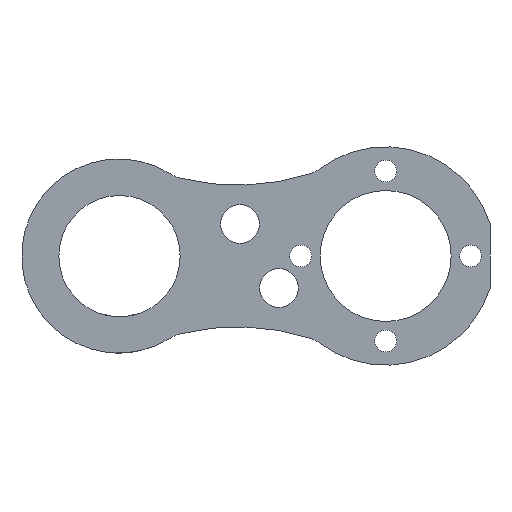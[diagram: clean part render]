
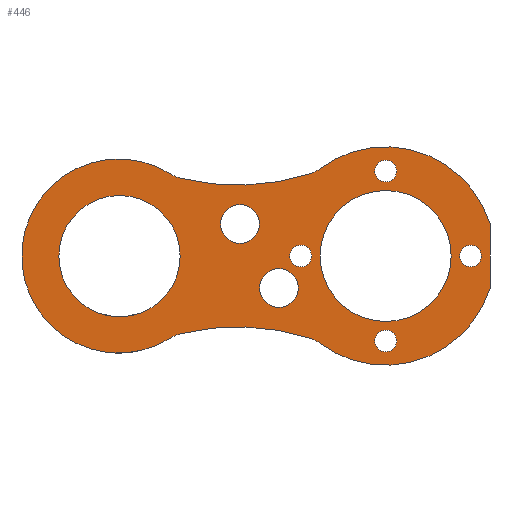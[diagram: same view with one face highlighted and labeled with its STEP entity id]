
A CAD part, front view. The second image highlights one B-rep face of the part: STEP entity #446.
In plain terms, the highlighted planar face has unit normal (0, -1, 0).
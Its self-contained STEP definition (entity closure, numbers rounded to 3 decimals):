
#24=FACE_BOUND('',#81,.T.);
#25=FACE_BOUND('',#82,.T.);
#26=FACE_BOUND('',#83,.T.);
#27=FACE_BOUND('',#84,.T.);
#28=FACE_BOUND('',#85,.T.);
#29=FACE_BOUND('',#86,.T.);
#30=FACE_BOUND('',#87,.T.);
#31=FACE_BOUND('',#88,.T.);
#43=PLANE('',#500);
#55=FACE_OUTER_BOUND('',#80,.T.);
#80=EDGE_LOOP('',(#327,#328,#329,#330,#331,#332,#333,#334,#335,#336));
#81=EDGE_LOOP('',(#337));
#82=EDGE_LOOP('',(#338));
#83=EDGE_LOOP('',(#339));
#84=EDGE_LOOP('',(#340));
#85=EDGE_LOOP('',(#341));
#86=EDGE_LOOP('',(#342));
#87=EDGE_LOOP('',(#343));
#88=EDGE_LOOP('',(#344));
#121=LINE('',#804,#143);
#143=VECTOR('',#587,10.);
#158=CIRCLE('',#487,4.);
#160=CIRCLE('',#490,4.);
#164=CIRCLE('',#498,12.5);
#165=CIRCLE('',#501,22.5);
#166=CIRCLE('',#502,6.);
#167=CIRCLE('',#503,49.279);
#168=CIRCLE('',#504,6.);
#169=CIRCLE('',#505,20.);
#170=CIRCLE('',#506,6.);
#171=CIRCLE('',#507,49.279);
#172=CIRCLE('',#508,6.);
#173=CIRCLE('',#509,22.5);
#174=CIRCLE('',#510,2.25);
#175=CIRCLE('',#511,2.25);
#176=CIRCLE('',#512,2.25);
#177=CIRCLE('',#513,2.25);
#178=CIRCLE('',#514,13.5);
#197=VERTEX_POINT('',#699);
#199=VERTEX_POINT('',#705);
#206=VERTEX_POINT('',#793);
#208=VERTEX_POINT('',#798);
#210=VERTEX_POINT('',#802);
#211=VERTEX_POINT('',#806);
#212=VERTEX_POINT('',#808);
#213=VERTEX_POINT('',#810);
#214=VERTEX_POINT('',#812);
#215=VERTEX_POINT('',#814);
#216=VERTEX_POINT('',#816);
#217=VERTEX_POINT('',#818);
#218=VERTEX_POINT('',#820);
#219=VERTEX_POINT('',#823);
#220=VERTEX_POINT('',#825);
#221=VERTEX_POINT('',#827);
#222=VERTEX_POINT('',#829);
#223=VERTEX_POINT('',#831);
#239=EDGE_CURVE('',#197,#197,#158,.T.);
#242=EDGE_CURVE('',#199,#199,#160,.T.);
#252=EDGE_CURVE('',#206,#206,#164,.T.);
#256=EDGE_CURVE('',#208,#210,#121,.T.);
#257=EDGE_CURVE('',#211,#210,#165,.T.);
#258=EDGE_CURVE('',#212,#211,#166,.T.);
#259=EDGE_CURVE('',#213,#212,#167,.T.);
#260=EDGE_CURVE('',#214,#213,#168,.T.);
#261=EDGE_CURVE('',#215,#214,#169,.T.);
#262=EDGE_CURVE('',#216,#215,#170,.T.);
#263=EDGE_CURVE('',#217,#216,#171,.T.);
#264=EDGE_CURVE('',#218,#217,#172,.T.);
#265=EDGE_CURVE('',#208,#218,#173,.T.);
#266=EDGE_CURVE('',#219,#219,#174,.T.);
#267=EDGE_CURVE('',#220,#220,#175,.T.);
#268=EDGE_CURVE('',#221,#221,#176,.T.);
#269=EDGE_CURVE('',#222,#222,#177,.T.);
#270=EDGE_CURVE('',#223,#223,#178,.T.);
#327=ORIENTED_EDGE('',*,*,#256,.T.);
#328=ORIENTED_EDGE('',*,*,#257,.F.);
#329=ORIENTED_EDGE('',*,*,#258,.F.);
#330=ORIENTED_EDGE('',*,*,#259,.F.);
#331=ORIENTED_EDGE('',*,*,#260,.F.);
#332=ORIENTED_EDGE('',*,*,#261,.F.);
#333=ORIENTED_EDGE('',*,*,#262,.F.);
#334=ORIENTED_EDGE('',*,*,#263,.F.);
#335=ORIENTED_EDGE('',*,*,#264,.F.);
#336=ORIENTED_EDGE('',*,*,#265,.F.);
#337=ORIENTED_EDGE('',*,*,#239,.T.);
#338=ORIENTED_EDGE('',*,*,#242,.T.);
#339=ORIENTED_EDGE('',*,*,#252,.T.);
#340=ORIENTED_EDGE('',*,*,#266,.F.);
#341=ORIENTED_EDGE('',*,*,#267,.F.);
#342=ORIENTED_EDGE('',*,*,#268,.F.);
#343=ORIENTED_EDGE('',*,*,#269,.F.);
#344=ORIENTED_EDGE('',*,*,#270,.F.);
#446=ADVANCED_FACE('',(#55,#24,#25,#26,#27,#28,#29,#30,#31),#43,.F.);
#487=AXIS2_PLACEMENT_3D('',#701,#554,#555);
#490=AXIS2_PLACEMENT_3D('',#707,#561,#562);
#498=AXIS2_PLACEMENT_3D('',#795,#580,#581);
#500=AXIS2_PLACEMENT_3D('',#805,#588,#589);
#501=AXIS2_PLACEMENT_3D('',#807,#590,#591);
#502=AXIS2_PLACEMENT_3D('',#809,#592,#593);
#503=AXIS2_PLACEMENT_3D('',#811,#594,#595);
#504=AXIS2_PLACEMENT_3D('',#813,#596,#597);
#505=AXIS2_PLACEMENT_3D('',#815,#598,#599);
#506=AXIS2_PLACEMENT_3D('',#817,#600,#601);
#507=AXIS2_PLACEMENT_3D('',#819,#602,#603);
#508=AXIS2_PLACEMENT_3D('',#821,#604,#605);
#509=AXIS2_PLACEMENT_3D('',#822,#606,#607);
#510=AXIS2_PLACEMENT_3D('',#824,#608,#609);
#511=AXIS2_PLACEMENT_3D('',#826,#610,#611);
#512=AXIS2_PLACEMENT_3D('',#828,#612,#613);
#513=AXIS2_PLACEMENT_3D('',#830,#614,#615);
#514=AXIS2_PLACEMENT_3D('',#832,#616,#617);
#554=DIRECTION('center_axis',(0.,1.,0.));
#555=DIRECTION('ref_axis',(1.,0.,0.));
#561=DIRECTION('center_axis',(0.,1.,0.));
#562=DIRECTION('ref_axis',(1.,0.,0.));
#580=DIRECTION('center_axis',(0.,1.,0.));
#581=DIRECTION('ref_axis',(1.,0.,0.));
#587=DIRECTION('',(0.,0.,1.));
#588=DIRECTION('center_axis',(0.,1.,0.));
#589=DIRECTION('ref_axis',(0.,0.,1.));
#590=DIRECTION('center_axis',(0.,1.,0.));
#591=DIRECTION('ref_axis',(-0.606,0.,0.796));
#592=DIRECTION('center_axis',(0.,-1.,0.));
#593=DIRECTION('ref_axis',(-0.606,0.,0.796));
#594=DIRECTION('center_axis',(0.,-1.,0.));
#595=DIRECTION('ref_axis',(-0.307,0.,0.952));
#596=DIRECTION('center_axis',(0.,-1.,0.));
#597=DIRECTION('ref_axis',(0.24,0.,0.971));
#598=DIRECTION('center_axis',(0.,1.,0.));
#599=DIRECTION('ref_axis',(0.541,0.,-0.841));
#600=DIRECTION('center_axis',(0.,-1.,0.));
#601=DIRECTION('ref_axis',(0.541,0.,-0.841));
#602=DIRECTION('center_axis',(0.,-1.,0.));
#603=DIRECTION('ref_axis',(0.24,0.,-0.971));
#604=DIRECTION('center_axis',(0.,-1.,0.));
#605=DIRECTION('ref_axis',(-0.307,0.,-0.952));
#606=DIRECTION('center_axis',(0.,1.,0.));
#607=DIRECTION('ref_axis',(-0.606,0.,0.796));
#608=DIRECTION('center_axis',(0.,-1.,0.));
#609=DIRECTION('ref_axis',(1.,0.,0.));
#610=DIRECTION('center_axis',(0.,-1.,0.));
#611=DIRECTION('ref_axis',(1.,0.,0.));
#612=DIRECTION('center_axis',(0.,-1.,0.));
#613=DIRECTION('ref_axis',(1.,0.,0.));
#614=DIRECTION('center_axis',(0.,-1.,0.));
#615=DIRECTION('ref_axis',(1.,0.,0.));
#616=DIRECTION('center_axis',(0.,-1.,0.));
#617=DIRECTION('ref_axis',(1.,0.,0.));
#699=CARTESIAN_POINT('',(-59.,0.,-18.404));
#701=CARTESIAN_POINT('Origin',(-55.,0.,-18.404));
#705=CARTESIAN_POINT('',(-51.,0.,-31.596));
#707=CARTESIAN_POINT('Origin',(-47.,0.,-31.596));
#793=CARTESIAN_POINT('',(-92.336,0.,-25.033));
#795=CARTESIAN_POINT('Origin',(-79.836,0.,-25.033));
#798=CARTESIAN_POINT('',(-3.5,0.,-31.633));
#802=CARTESIAN_POINT('',(-3.5,0.,-18.367));
#804=CARTESIAN_POINT('',(-3.5,0.,-17.913));
#805=CARTESIAN_POINT('Origin',(-51.25,0.,-25.));
#806=CARTESIAN_POINT('',(-38.627,0.,-7.096));
#807=CARTESIAN_POINT('Origin',(-25.,0.,-25.));
#808=CARTESIAN_POINT('',(-40.421,0.,-8.032));
#809=CARTESIAN_POINT('Origin',(-42.26,0.,-2.321));
#810=CARTESIAN_POINT('',(-67.363,0.,-8.965));
#811=CARTESIAN_POINT('Origin',(-55.532,0.,38.873));
#812=CARTESIAN_POINT('',(-69.171,0.,-8.185));
#813=CARTESIAN_POINT('Origin',(-65.923,0.,-3.141));
#814=CARTESIAN_POINT('',(-69.171,0.,-41.815));
#815=CARTESIAN_POINT('Origin',(-80.,0.,-25.));
#816=CARTESIAN_POINT('',(-67.363,0.,-41.035));
#817=CARTESIAN_POINT('Origin',(-65.923,0.,-46.859));
#818=CARTESIAN_POINT('',(-40.421,0.,-41.968));
#819=CARTESIAN_POINT('Origin',(-55.532,0.,-88.873));
#820=CARTESIAN_POINT('',(-38.627,0.,-42.904));
#821=CARTESIAN_POINT('Origin',(-42.26,0.,-47.679));
#822=CARTESIAN_POINT('Origin',(-25.,0.,-25.));
#823=CARTESIAN_POINT('',(-27.25,0.,-42.5));
#824=CARTESIAN_POINT('Origin',(-25.,0.,-42.5));
#825=CARTESIAN_POINT('',(-9.75,0.,-25.));
#826=CARTESIAN_POINT('Origin',(-7.5,0.,-25.));
#827=CARTESIAN_POINT('',(-27.25,0.,-7.5));
#828=CARTESIAN_POINT('Origin',(-25.,0.,-7.5));
#829=CARTESIAN_POINT('',(-44.75,0.,-25.));
#830=CARTESIAN_POINT('Origin',(-42.5,0.,-25.));
#831=CARTESIAN_POINT('',(-38.5,0.,-25.));
#832=CARTESIAN_POINT('Origin',(-25.,0.,-25.));
